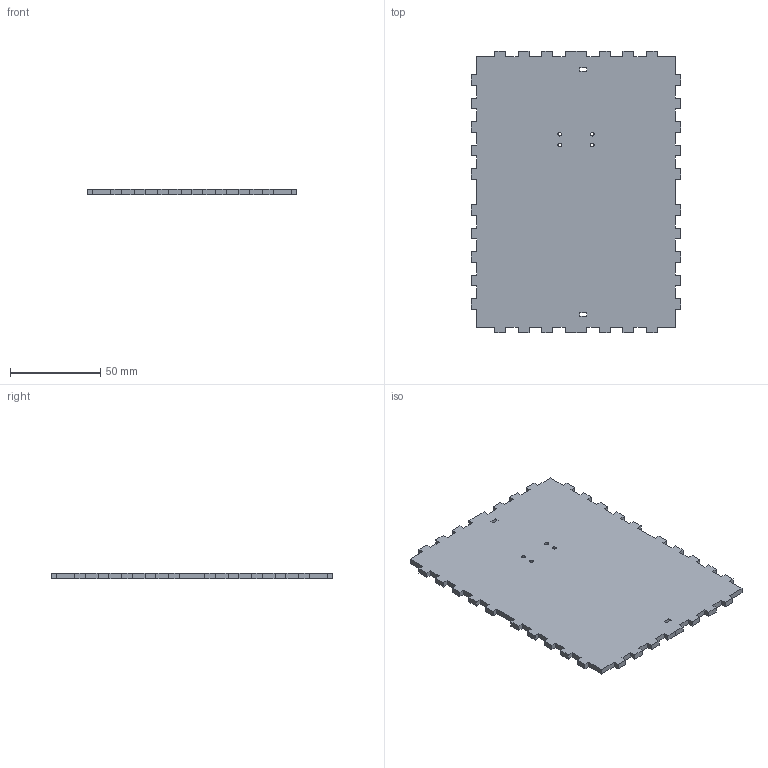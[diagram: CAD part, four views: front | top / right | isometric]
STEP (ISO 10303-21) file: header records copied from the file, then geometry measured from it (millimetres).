
FILE_DESCRIPTION(/* description */ ('STEP AP242','CAx-IF Rec.Pracs.---Representation and Presentation of Product Manufacturing Information (PMI)---4.0---2014-10-13','CAx-IF Rec.Pracs.---3D Tessellated Geometry---0.4---2014-09-14','2;1'),/* implementation_level */ '2;1');
FILE_NAME(/* name */ 'fde4b481-08d7-449a-abde-76a95dfca66c',/* time_stamp */ '2023-03-06T22:25:31+00:00',/* author */ (''),/* organization */ (''),/* preprocessor_version */ 'ST-DEVELOPER v18.102',/* originating_system */ ' ',/* authorisation */ ' ');
FILE_SCHEMA (('AP242_MANAGED_MODEL_BASED_3D_ENGINEERING_MIM_LF { 1 0 10303 442 1 1 4 }'));
Length unit declared in the file: metre
Products named in the file (1): Part 1
Bounding box: 116 x 156 x 3 mm (x, y, z)
Volume: 51356.1 mm3; surface area: 36547.6 mm2
Topology: 1 solids, 1 shells, 158 faces, 468 edges, 312 vertices
Faces by surface type: plane 154, cylinder 4
Full cylindrical faces by diameter (mm): 2 x4
Entity records: 5206 total; most frequent: CARTESIAN_POINT 935, ORIENTED_EDGE 928, DIRECTION 790, EDGE_CURVE 464, LINE 456, VECTOR 456, VERTEX_POINT 312, EDGE_LOOP 174
